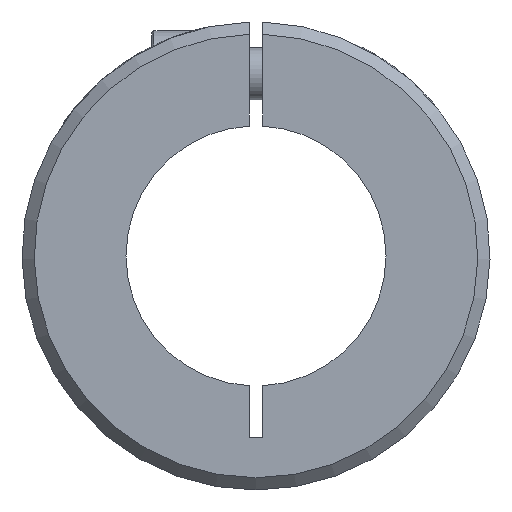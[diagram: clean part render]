
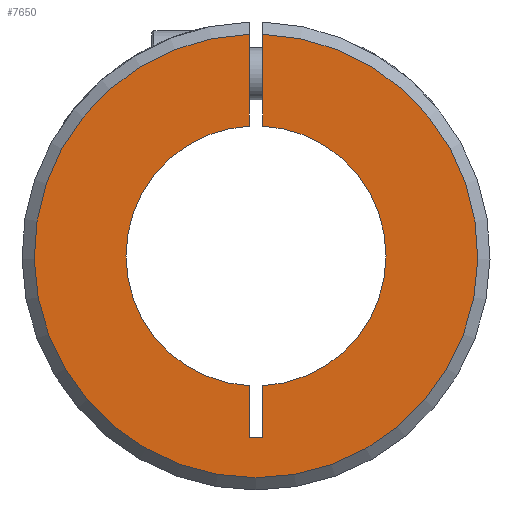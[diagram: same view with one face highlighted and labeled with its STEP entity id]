
A CAD part, left-side view. The second image highlights one B-rep face of the part: STEP entity #7650.
In plain terms, the highlighted planar face has unit normal (-1, 0, 0).
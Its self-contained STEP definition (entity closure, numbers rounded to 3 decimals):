
#100=CARTESIAN_POINT('',(-7.5,0.75,25.575));
#110=VERTEX_POINT('',#100);
#160=CARTESIAN_POINT('',(-7.5,0.,0.));
#170=DIRECTION('',(-1.,0.,0.));
#180=DIRECTION('',(0.,1.,0.));
#190=AXIS2_PLACEMENT_3D('',#160,#170,#180);
#200=CIRCLE('',#190,25.586);
#210=CARTESIAN_POINT('',(-7.5,-0.75,25.575));
#220=VERTEX_POINT('',#210);
#230=EDGE_CURVE('',#110,#220,#200,.T.);
#670=CARTESIAN_POINT('',(-7.5,-0.75,33.7));
#680=DIRECTION('',(0.,0.,-1.));
#690=VECTOR('',#680,1.);
#700=LINE('',#670,#690);
#710=CARTESIAN_POINT('',(-7.5,-0.75,14.981));
#720=VERTEX_POINT('',#710);
#730=EDGE_CURVE('',#220,#720,#700,.T.);
#1200=CARTESIAN_POINT('',(-7.5,-0.75,-14.981));
#1210=VERTEX_POINT('',#1200);
#1320=CARTESIAN_POINT('',(-7.5,0.,0.));
#1330=DIRECTION('',(-1.,0.,0.));
#1340=DIRECTION('',(0.,1.,0.));
#1350=AXIS2_PLACEMENT_3D('',#1320,#1330,#1340);
#1360=CIRCLE('',#1350,15.);
#1370=EDGE_CURVE('',#1210,#720,#1360,.T.);
#1510=CARTESIAN_POINT('',(-7.5,0.75,-14.981));
#1520=VERTEX_POINT('',#1510);
#1570=CARTESIAN_POINT('',(-7.5,0.,0.));
#1580=DIRECTION('',(-1.,0.,0.));
#1590=DIRECTION('',(0.,1.,0.));
#1600=AXIS2_PLACEMENT_3D('',#1570,#1580,#1590);
#1610=CIRCLE('',#1600,15.);
#1620=CARTESIAN_POINT('',(-7.5,0.75,14.981));
#1630=VERTEX_POINT('',#1620);
#1640=EDGE_CURVE('',#1630,#1520,#1610,.T.);
#2510=CARTESIAN_POINT('',(-7.5,0.75,33.7));
#2520=DIRECTION('',(0.,0.,1.));
#2530=VECTOR('',#2520,1.);
#2540=LINE('',#2510,#2530);
#2550=EDGE_CURVE('',#1630,#110,#2540,.T.);
#5900=CARTESIAN_POINT('',(-7.5,0.75,-21.));
#5910=VERTEX_POINT('',#5900);
#5940=CARTESIAN_POINT('',(-7.5,0.75,33.7));
#5950=DIRECTION('',(0.,0.,1.));
#5960=VECTOR('',#5950,1.);
#5970=LINE('',#5940,#5960);
#5980=EDGE_CURVE('',#5910,#1520,#5970,.T.);
#7380=CARTESIAN_POINT('',(-7.5,20.293,0.));
#7390=DIRECTION('',(-1.,0.,-0.));
#7400=DIRECTION('',(0.,1.,0.));
#7410=AXIS2_PLACEMENT_3D('',#7380,#7390,#7400);
#7420=PLANE('',#7410);
#7430=ORIENTED_EDGE('',*,*,#230,.T.);
#7440=ORIENTED_EDGE('',*,*,#2550,.T.);
#7450=ORIENTED_EDGE('',*,*,#1640,.F.);
#7460=ORIENTED_EDGE('',*,*,#5980,.T.);
#7470=CARTESIAN_POINT('',(-7.5,10.146,-21.));
#7480=DIRECTION('',(0.,1.,0.));
#7490=VECTOR('',#7480,1.);
#7500=LINE('',#7470,#7490);
#7510=CARTESIAN_POINT('',(-7.5,-0.75,-21.));
#7520=VERTEX_POINT('',#7510);
#7530=EDGE_CURVE('',#7520,#5910,#7500,.T.);
#7540=ORIENTED_EDGE('',*,*,#7530,.T.);
#7550=CARTESIAN_POINT('',(-7.5,-0.75,33.7));
#7560=DIRECTION('',(0.,0.,-1.));
#7570=VECTOR('',#7560,1.);
#7580=LINE('',#7550,#7570);
#7590=EDGE_CURVE('',#1210,#7520,#7580,.T.);
#7600=ORIENTED_EDGE('',*,*,#7590,.T.);
#7610=ORIENTED_EDGE('',*,*,#1370,.F.);
#7620=ORIENTED_EDGE('',*,*,#730,.T.);
#7630=EDGE_LOOP('',(#7620,#7610,#7600,#7540,#7460,#7450,#7440,#7430));
#7640=FACE_OUTER_BOUND('',#7630,.T.);
#7650=ADVANCED_FACE('',(#7640),#7420,.T.);
